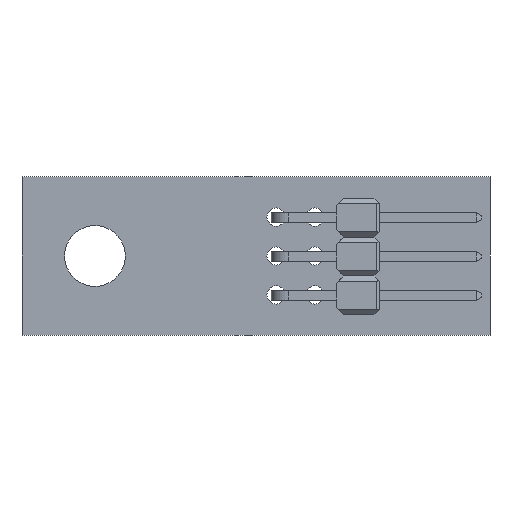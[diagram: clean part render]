
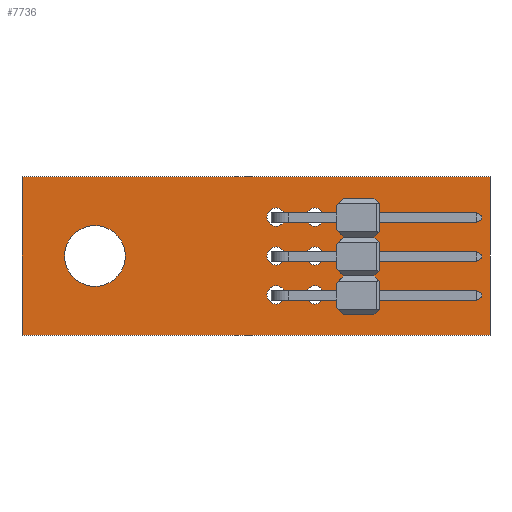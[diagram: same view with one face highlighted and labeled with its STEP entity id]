
A CAD part, front view. The second image highlights one B-rep face of the part: STEP entity #7736.
In plain terms, the highlighted planar face has unit normal (0, -1, 0).
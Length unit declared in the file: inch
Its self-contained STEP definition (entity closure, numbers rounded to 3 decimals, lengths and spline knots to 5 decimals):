
#113=CIRCLE('',#8599,0.02344);
#115=CIRCLE('',#8602,0.02344);
#117=CIRCLE('',#8605,0.02344);
#119=CIRCLE('',#8608,0.02344);
#121=CIRCLE('',#8611,0.02344);
#123=CIRCLE('',#8614,0.02344);
#125=CIRCLE('',#8621,0.07813);
#209=FACE_BOUND('',#1065,.T.);
#210=FACE_BOUND('',#1066,.T.);
#211=FACE_BOUND('',#1067,.T.);
#212=FACE_BOUND('',#1068,.T.);
#213=FACE_BOUND('',#1069,.T.);
#214=FACE_BOUND('',#1070,.T.);
#215=FACE_BOUND('',#1071,.T.);
#764=FACE_OUTER_BOUND('',#1064,.T.);
#1064=EDGE_LOOP('',(#7201,#7202,#7203,#7204));
#1065=EDGE_LOOP('',(#7205));
#1066=EDGE_LOOP('',(#7206));
#1067=EDGE_LOOP('',(#7207));
#1068=EDGE_LOOP('',(#7208));
#1069=EDGE_LOOP('',(#7209));
#1070=EDGE_LOOP('',(#7210));
#1071=EDGE_LOOP('',(#7211));
#2188=LINE('',#13661,#3317);
#2192=LINE('',#13669,#3321);
#2196=LINE('',#13676,#3325);
#2199=LINE('',#13681,#3328);
#3317=VECTOR('',#10513,0.3937);
#3321=VECTOR('',#10519,0.3937);
#3325=VECTOR('',#10525,0.3937);
#3328=VECTOR('',#10530,0.3937);
#4549=VERTEX_POINT('',#13596);
#4551=VERTEX_POINT('',#13602);
#4553=VERTEX_POINT('',#13608);
#4555=VERTEX_POINT('',#13614);
#4557=VERTEX_POINT('',#13620);
#4559=VERTEX_POINT('',#13626);
#4569=VERTEX_POINT('',#13655);
#4570=VERTEX_POINT('',#13659);
#4571=VERTEX_POINT('',#13660);
#4574=VERTEX_POINT('',#13668);
#4576=VERTEX_POINT('',#13675);
#5819=EDGE_CURVE('',#4549,#4549,#113,.T.);
#5822=EDGE_CURVE('',#4551,#4551,#115,.T.);
#5825=EDGE_CURVE('',#4553,#4553,#117,.T.);
#5828=EDGE_CURVE('',#4555,#4555,#119,.T.);
#5831=EDGE_CURVE('',#4557,#4557,#121,.T.);
#5834=EDGE_CURVE('',#4559,#4559,#123,.T.);
#5848=EDGE_CURVE('',#4569,#4569,#125,.T.);
#5849=EDGE_CURVE('',#4570,#4571,#2188,.T.);
#5853=EDGE_CURVE('',#4574,#4570,#2192,.T.);
#5857=EDGE_CURVE('',#4576,#4574,#2196,.T.);
#5860=EDGE_CURVE('',#4571,#4576,#2199,.T.);
#7201=ORIENTED_EDGE('',*,*,#5860,.F.);
#7202=ORIENTED_EDGE('',*,*,#5849,.F.);
#7203=ORIENTED_EDGE('',*,*,#5853,.F.);
#7204=ORIENTED_EDGE('',*,*,#5857,.F.);
#7205=ORIENTED_EDGE('',*,*,#5819,.T.);
#7206=ORIENTED_EDGE('',*,*,#5822,.T.);
#7207=ORIENTED_EDGE('',*,*,#5825,.T.);
#7208=ORIENTED_EDGE('',*,*,#5828,.T.);
#7209=ORIENTED_EDGE('',*,*,#5831,.T.);
#7210=ORIENTED_EDGE('',*,*,#5834,.T.);
#7211=ORIENTED_EDGE('',*,*,#5848,.F.);
#7458=PLANE('',#8627);
#7736=ADVANCED_FACE('',(#764,#209,#210,#211,#212,#213,#214,#215),#7458,
 .F.);
#8599=AXIS2_PLACEMENT_3D('',#13598,#10448,#10449);
#8602=AXIS2_PLACEMENT_3D('',#13604,#10455,#10456);
#8605=AXIS2_PLACEMENT_3D('',#13610,#10462,#10463);
#8608=AXIS2_PLACEMENT_3D('',#13616,#10469,#10470);
#8611=AXIS2_PLACEMENT_3D('',#13622,#10476,#10477);
#8614=AXIS2_PLACEMENT_3D('',#13628,#10483,#10484);
#8621=AXIS2_PLACEMENT_3D('',#13657,#10509,#10510);
#8627=AXIS2_PLACEMENT_3D('',#13684,#10534,#10535);
#10448=DIRECTION('center_axis',(0.,1.,0.));
#10449=DIRECTION('ref_axis',(-1.,0.,0.));
#10455=DIRECTION('center_axis',(0.,1.,0.));
#10456=DIRECTION('ref_axis',(-1.,0.,0.));
#10462=DIRECTION('center_axis',(0.,1.,0.));
#10463=DIRECTION('ref_axis',(-1.,0.,0.));
#10469=DIRECTION('center_axis',(0.,1.,0.));
#10470=DIRECTION('ref_axis',(-1.,0.,0.));
#10476=DIRECTION('center_axis',(0.,1.,0.));
#10477=DIRECTION('ref_axis',(-1.,0.,0.));
#10483=DIRECTION('center_axis',(0.,1.,0.));
#10484=DIRECTION('ref_axis',(-1.,0.,0.));
#10509=DIRECTION('center_axis',(0.,-1.,0.));
#10510=DIRECTION('ref_axis',(1.,0.,0.));
#10513=DIRECTION('',(-1.,0.,0.));
#10519=DIRECTION('',(0.,0.,-1.));
#10525=DIRECTION('',(1.,0.,0.));
#10530=DIRECTION('',(0.,0.,1.));
#10534=DIRECTION('center_axis',(0.,1.,0.));
#10535=DIRECTION('ref_axis',(1.,0.,0.));
#13596=CARTESIAN_POINT('',(0.77656,0.,-0.20313));
#13598=CARTESIAN_POINT('Origin',(0.75313,0.,-0.20313));
#13602=CARTESIAN_POINT('',(0.67656,0.,-0.30313));
#13604=CARTESIAN_POINT('Origin',(0.65313,0.,-0.30313));
#13608=CARTESIAN_POINT('',(0.67656,0.,-0.10313));
#13610=CARTESIAN_POINT('Origin',(0.65313,0.,-0.10313));
#13614=CARTESIAN_POINT('',(0.67656,0.,-0.20313));
#13616=CARTESIAN_POINT('Origin',(0.65313,0.,-0.20313));
#13620=CARTESIAN_POINT('',(0.77656,0.,-0.30313));
#13622=CARTESIAN_POINT('Origin',(0.75313,0.,-0.30313));
#13626=CARTESIAN_POINT('',(0.77656,0.,-0.10313));
#13628=CARTESIAN_POINT('Origin',(0.75313,0.,-0.10313));
#13655=CARTESIAN_POINT('',(0.10938,0.,-0.20313));
#13657=CARTESIAN_POINT('Origin',(0.1875,0.,-0.20313));
#13659=CARTESIAN_POINT('',(1.20313,0.,-0.40625));
#13660=CARTESIAN_POINT('',(0.,0.,-0.40625));
#13661=CARTESIAN_POINT('',(1.20313,0.,-0.40625));
#13668=CARTESIAN_POINT('',(1.20313,0.,0.));
#13669=CARTESIAN_POINT('',(1.20313,0.,0.));
#13675=CARTESIAN_POINT('',(0.,0.,0.));
#13676=CARTESIAN_POINT('',(0.,0.,0.));
#13681=CARTESIAN_POINT('',(0.,0.,-0.40625));
#13684=CARTESIAN_POINT('Origin',(0.60156,0.,-0.20313));
